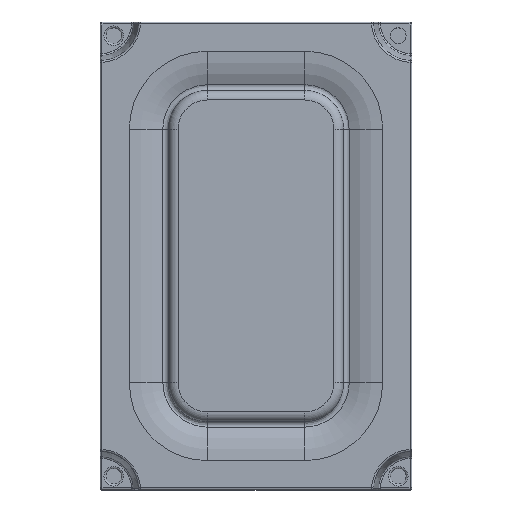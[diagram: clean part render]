
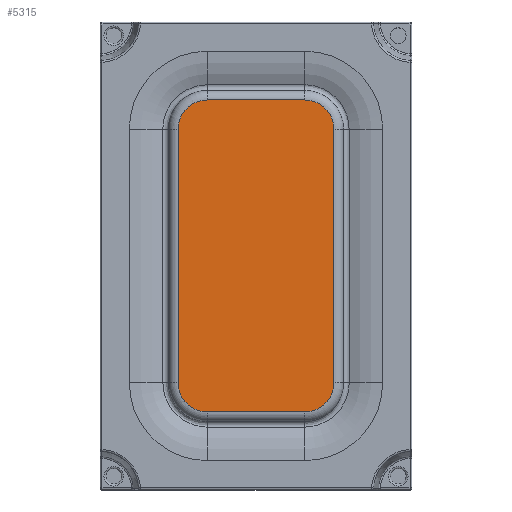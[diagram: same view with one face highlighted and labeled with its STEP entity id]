
A CAD part, top view. The second image highlights one B-rep face of the part: STEP entity #5315.
In plain terms, the highlighted planar face has unit normal (0, 0, 1).
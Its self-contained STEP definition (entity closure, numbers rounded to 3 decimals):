
#302=LINE('',#9584,#645);
#303=LINE('',#9588,#646);
#304=LINE('',#9592,#647);
#305=LINE('',#9595,#648);
#645=VECTOR('',#6592,10.);
#646=VECTOR('',#6595,10.);
#647=VECTOR('',#6598,10.);
#648=VECTOR('',#6601,10.);
#912=PLANE('',#5713);
#1041=CIRCLE('',#5714,0.75);
#1042=CIRCLE('',#5715,0.75);
#1043=CIRCLE('',#5716,0.75);
#1044=CIRCLE('',#5717,0.75);
#1443=FACE_OUTER_BOUND('',#1789,.T.);
#1789=EDGE_LOOP('',(#3905,#3906,#3907,#3908,#3909,#3910,#3911,#3912));
#2336=VERTEX_POINT('',#9580);
#2337=VERTEX_POINT('',#9581);
#2338=VERTEX_POINT('',#9583);
#2339=VERTEX_POINT('',#9585);
#2340=VERTEX_POINT('',#9587);
#2341=VERTEX_POINT('',#9589);
#2342=VERTEX_POINT('',#9591);
#2343=VERTEX_POINT('',#9593);
#2893=EDGE_CURVE('',#2336,#2337,#1041,.T.);
#2894=EDGE_CURVE('',#2338,#2336,#302,.T.);
#2895=EDGE_CURVE('',#2339,#2338,#1042,.T.);
#2896=EDGE_CURVE('',#2340,#2339,#303,.T.);
#2897=EDGE_CURVE('',#2341,#2340,#1043,.T.);
#2898=EDGE_CURVE('',#2342,#2341,#304,.T.);
#2899=EDGE_CURVE('',#2343,#2342,#1044,.T.);
#2900=EDGE_CURVE('',#2337,#2343,#305,.T.);
#3905=ORIENTED_EDGE('',*,*,#2893,.F.);
#3906=ORIENTED_EDGE('',*,*,#2894,.F.);
#3907=ORIENTED_EDGE('',*,*,#2895,.F.);
#3908=ORIENTED_EDGE('',*,*,#2896,.F.);
#3909=ORIENTED_EDGE('',*,*,#2897,.F.);
#3910=ORIENTED_EDGE('',*,*,#2898,.F.);
#3911=ORIENTED_EDGE('',*,*,#2899,.F.);
#3912=ORIENTED_EDGE('',*,*,#2900,.F.);
#5315=ADVANCED_FACE('',(#1443),#912,.F.);
#5713=AXIS2_PLACEMENT_3D('',#9579,#6588,#6589);
#5714=AXIS2_PLACEMENT_3D('',#9582,#6590,#6591);
#5715=AXIS2_PLACEMENT_3D('',#9586,#6593,#6594);
#5716=AXIS2_PLACEMENT_3D('',#9590,#6596,#6597);
#5717=AXIS2_PLACEMENT_3D('',#9594,#6599,#6600);
#6588=DIRECTION('center_axis',(0.,0.,-1.));
#6589=DIRECTION('ref_axis',(-1.,0.,0.));
#6590=DIRECTION('center_axis',(0.,0.,-1.));
#6591=DIRECTION('ref_axis',(0.707,0.707,0.));
#6592=DIRECTION('',(1.,0.,0.));
#6593=DIRECTION('center_axis',(0.,0.,-1.));
#6594=DIRECTION('ref_axis',(-0.707,0.707,0.));
#6595=DIRECTION('',(0.,1.,0.));
#6596=DIRECTION('center_axis',(0.,0.,-1.));
#6597=DIRECTION('ref_axis',(-0.707,-0.707,0.));
#6598=DIRECTION('',(-1.,0.,0.));
#6599=DIRECTION('center_axis',(0.,0.,-1.));
#6600=DIRECTION('ref_axis',(0.707,-0.707,0.));
#6601=DIRECTION('',(0.,-1.,0.));
#9579=CARTESIAN_POINT('Origin',(0.,0.,
2.68));
#9580=CARTESIAN_POINT('',(1.25,4.,2.68));
#9581=CARTESIAN_POINT('',(2.,3.25,2.68));
#9582=CARTESIAN_POINT('Origin',(1.25,3.25,2.68));
#9583=CARTESIAN_POINT('',(-1.25,4.,2.68));
#9584=CARTESIAN_POINT('',(0.625,4.,2.68));
#9585=CARTESIAN_POINT('',(-2.,3.25,2.68));
#9586=CARTESIAN_POINT('Origin',(-1.25,3.25,2.68));
#9587=CARTESIAN_POINT('',(-2.,-3.25,2.68));
#9588=CARTESIAN_POINT('',(-2.,1.625,2.68));
#9589=CARTESIAN_POINT('',(-1.25,-4.,2.68));
#9590=CARTESIAN_POINT('Origin',(-1.25,-3.25,2.68));
#9591=CARTESIAN_POINT('',(1.25,-4.,2.68));
#9592=CARTESIAN_POINT('',(-0.625,-4.,2.68));
#9593=CARTESIAN_POINT('',(2.,-3.25,2.68));
#9594=CARTESIAN_POINT('Origin',(1.25,-3.25,2.68));
#9595=CARTESIAN_POINT('',(2.,-1.625,2.68));
